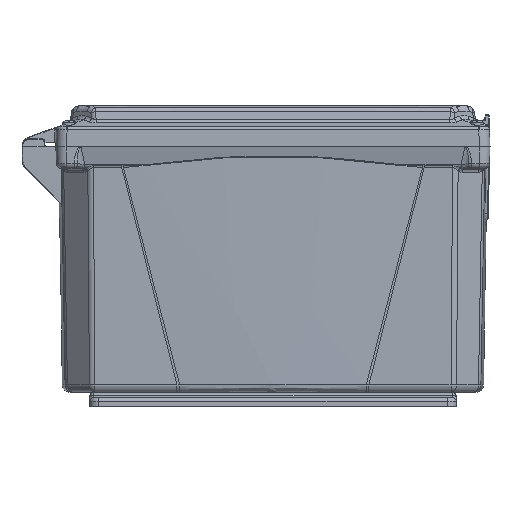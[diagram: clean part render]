
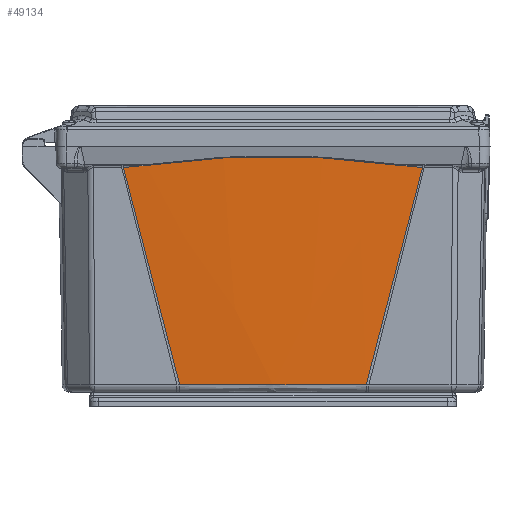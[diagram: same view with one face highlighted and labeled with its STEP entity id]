
A CAD part, front view. The second image highlights one B-rep face of the part: STEP entity #49134.
In plain terms, the highlighted free-form (B-spline) face has degree [3, 3] with [8, 4] control points.
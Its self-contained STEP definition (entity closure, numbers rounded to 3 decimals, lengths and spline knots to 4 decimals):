
#14513=CARTESIAN_POINT('',(-0.5037,-6.137,
3.6305));
#14514=CARTESIAN_POINT('',(-0.4996,-6.1392,
3.5739));
#14515=CARTESIAN_POINT('',(-0.4909,-6.1438,
3.4577));
#14516=CARTESIAN_POINT('',(-0.4742,-6.1508,
3.2747));
#14517=CARTESIAN_POINT('',(-0.4608,-6.1553,
3.145));
#14518=CARTESIAN_POINT('',(-0.4511,-6.1577,
3.0783));
#14532=CARTESIAN_POINT('',(-0.4511,-6.1577,
-3.0783));
#14533=CARTESIAN_POINT('',(-0.4609,-6.1553,
-3.1463));
#14534=CARTESIAN_POINT('',(-0.4743,-6.1507,
-3.2776));
#14535=CARTESIAN_POINT('',(-0.4913,-6.1437,
-3.4608));
#14536=CARTESIAN_POINT('',(-0.4997,-6.1392,
-3.5752));
#14537=CARTESIAN_POINT('',(-0.5037,-6.137,
-3.6305));
#14551=CARTESIAN_POINT('',(-0.4511,-6.1577,
3.0783));
#14552=CARTESIAN_POINT('',(-0.4377,-6.1611,
2.984));
#14553=CARTESIAN_POINT('',(-0.4095,-6.1681,
2.7765));
#14554=CARTESIAN_POINT('',(-0.3654,-6.1792,
2.4038));
#14555=CARTESIAN_POINT('',(-0.3237,-6.1896,
1.9828));
#14556=CARTESIAN_POINT('',(-0.2877,-6.1986,
1.5221));
#14557=CARTESIAN_POINT('',(-0.26,-6.2055,
1.0316));
#14558=CARTESIAN_POINT('',(-0.2426,-6.2098,
0.521));
#14559=CARTESIAN_POINT('',(-0.2367,-6.2113,
0.0003));
#14560=CARTESIAN_POINT('',(-0.2426,-6.2098,
-0.5204));
#14561=CARTESIAN_POINT('',(-0.26,-6.2055,
-1.0313));
#14562=CARTESIAN_POINT('',(-0.2877,-6.1986,
-1.5222));
#14563=CARTESIAN_POINT('',(-0.3237,-6.1896,
-1.9832));
#14564=CARTESIAN_POINT('',(-0.3654,-6.1791,
-2.4044));
#14565=CARTESIAN_POINT('',(-0.4096,-6.1681,
-2.777));
#14566=CARTESIAN_POINT('',(-0.4377,-6.161,
-2.9842));
#14567=CARTESIAN_POINT('',(-0.4511,-6.1577,
-3.0783));
#14885=CARTESIAN_POINT('',(-5.7762,-6.0461,
-2.2655));
#14886=CARTESIAN_POINT('',(-5.2148,-6.0557,
-2.4115));
#14887=CARTESIAN_POINT('',(-4.0756,-6.0752,
-2.7072));
#14888=CARTESIAN_POINT('',(-2.3158,-6.1056,
-3.1626));
#14889=CARTESIAN_POINT('',(-1.1129,-6.1264,
-3.4732));
#14890=CARTESIAN_POINT('',(-0.5037,-6.137,
-3.6305));
#14892=CARTESIAN_POINT('',(-0.5037,-6.137,
-3.6305));
#14909=CARTESIAN_POINT('',(-5.7762,-6.0461,
2.2655));
#14910=CARTESIAN_POINT('',(-5.7749,-6.0764,
1.7631));
#14911=CARTESIAN_POINT('',(-5.7732,-6.1167,
0.7566));
#14912=CARTESIAN_POINT('',(-5.7732,-6.1167,
-0.7566));
#14913=CARTESIAN_POINT('',(-5.7749,-6.0764,
-1.7631));
#14914=CARTESIAN_POINT('',(-5.7762,-6.0461,
-2.2655));
#14932=CARTESIAN_POINT('',(-5.7762,-6.0461,
2.2655));
#14945=CARTESIAN_POINT('',(-0.5037,-6.137,
3.6305));
#14946=CARTESIAN_POINT('',(-1.1129,-6.1264,
3.4732));
#14947=CARTESIAN_POINT('',(-2.3158,-6.1056,
3.1626));
#14948=CARTESIAN_POINT('',(-4.0756,-6.0752,
2.7072));
#14949=CARTESIAN_POINT('',(-5.2148,-6.0557,
2.4115));
#14950=CARTESIAN_POINT('',(-5.7762,-6.0461,
2.2655));
#19484=VERTEX_POINT('',#14932);
#19486=VERTEX_POINT('',#14914);
#20074=VERTEX_POINT('',#14892);
#20076=VERTEX_POINT('',#14532);
#20078=VERTEX_POINT('',#14551);
#20080=VERTEX_POINT('',#14513);
#49088=CARTESIAN_POINT('',(-0.1279,-6.1379,
3.8754));
#49089=CARTESIAN_POINT('',(-2.0476,-6.1044,
3.3657));
#49090=CARTESIAN_POINT('',(-3.9673,-6.0709,
2.856));
#49091=CARTESIAN_POINT('',(-5.8869,-6.0374,
2.3463));
#49092=CARTESIAN_POINT('',(-0.1279,-6.1395,
3.8327));
#49093=CARTESIAN_POINT('',(-2.0476,-6.106,
3.3286));
#49094=CARTESIAN_POINT('',(-3.9673,-6.0725,
2.8245));
#49095=CARTESIAN_POINT('',(-5.8869,-6.039,
2.3205));
#49096=CARTESIAN_POINT('',(-0.1279,-6.1728,
2.9576));
#49097=CARTESIAN_POINT('',(-2.0476,-6.1393,
2.5688));
#49098=CARTESIAN_POINT('',(-3.9673,-6.1058,
2.18));
#49099=CARTESIAN_POINT('',(-5.8869,-6.0723,
1.7911));
#49100=CARTESIAN_POINT('',(-0.1279,-6.2154,
1.2494));
#49101=CARTESIAN_POINT('',(-2.0476,-6.1819,
1.0853));
#49102=CARTESIAN_POINT('',(-3.9673,-6.1483,
0.9211));
#49103=CARTESIAN_POINT('',(-5.8869,-6.1148,
0.7569));
#49104=CARTESIAN_POINT('',(-0.1279,-6.2154,
-1.2494));
#49105=CARTESIAN_POINT('',(-2.0476,-6.1819,
-1.0853));
#49106=CARTESIAN_POINT('',(-3.9673,-6.1483,
-0.9211));
#49107=CARTESIAN_POINT('',(-5.8869,-6.1148,
-0.7569));
#49108=CARTESIAN_POINT('',(-0.1279,-6.1728,
-2.9576));
#49109=CARTESIAN_POINT('',(-2.0476,-6.1393,
-2.5688));
#49110=CARTESIAN_POINT('',(-3.9673,-6.1058,
-2.18));
#49111=CARTESIAN_POINT('',(-5.8869,-6.0723,
-1.7911));
#49112=CARTESIAN_POINT('',(-0.1279,-6.1395,
-3.8327));
#49113=CARTESIAN_POINT('',(-2.0476,-6.106,
-3.3286));
#49114=CARTESIAN_POINT('',(-3.9673,-6.0725,
-2.8245));
#49115=CARTESIAN_POINT('',(-5.8869,-6.039,
-2.3205));
#49116=CARTESIAN_POINT('',(-0.1279,-6.1379,
-3.8754));
#49117=CARTESIAN_POINT('',(-2.0476,-6.1044,
-3.3657));
#49118=CARTESIAN_POINT('',(-3.9673,-6.0709,
-2.856));
#49119=CARTESIAN_POINT('',(-5.8869,-6.0374,
-2.3463));
#49120=B_SPLINE_SURFACE_WITH_KNOTS('',3,3,((#49088,#49089,#49090,#49091),
(#49092,#49093,#49094,#49095),(#49096,#49097,#49098,#49099),(#49100,#49101,
#49102,#49103),(#49104,#49105,#49106,#49107),(#49108,#49109,#49110,#49111),(
#49112,#49113,#49114,#49115),(#49116,#49117,#49118,#49119)),.UNSPECIFIED.,.F.,
.F.,.F.,(4,1,1,1,1,4),(4,4),(-0.0171,0.,0.3333,
0.6667,1.,1.0171),(0.0215,0.9877),
.UNSPECIFIED.);
#49122=ORIENTED_EDGE('',*,*,#49121,.T.);
#49124=ORIENTED_EDGE('',*,*,#49123,.F.);
#49126=ORIENTED_EDGE('',*,*,#49125,.F.);
#49128=ORIENTED_EDGE('',*,*,#49127,.F.);
#49129=ORIENTED_EDGE('',*,*,#49078,.T.);
#49131=ORIENTED_EDGE('',*,*,#49130,.T.);
#49132=EDGE_LOOP('',(#49122,#49124,#49126,#49128,#49129,#49131));
#49133=FACE_OUTER_BOUND('',#49132,.F.);
#49134=ADVANCED_FACE('',(#49133),#49120,.F.);
#14519=B_SPLINE_CURVE_WITH_KNOTS('',3,(#14513,#14514,#14515,#14516,#14517,
#14518),.UNSPECIFIED.,.F.,.F.,(4,1,1,4),(0.,0.3333,
0.6667,1.),.UNSPECIFIED.);
#14538=B_SPLINE_CURVE_WITH_KNOTS('',3,(#14532,#14533,#14534,#14535,#14536,
#14537),.UNSPECIFIED.,.F.,.F.,(4,1,1,4),(0.,0.3333,
0.6667,1.),.UNSPECIFIED.);
#14568=B_SPLINE_CURVE_WITH_KNOTS('',3,(#14551,#14552,#14553,#14554,#14555,
#14556,#14557,#14558,#14559,#14560,#14561,#14562,#14563,#14564,#14565,#14566,
#14567),.UNSPECIFIED.,.F.,.F.,(4,1,1,1,1,1,1,1,1,1,1,1,1,1,4),(0.,
0.0714,0.1429,0.2143,0.2857,
0.3571,0.4286,0.5,0.5714,0.6429,
0.7143,0.7857,0.8571,0.9286,1.),
.UNSPECIFIED.);
#14891=B_SPLINE_CURVE_WITH_KNOTS('',3,(#14885,#14886,#14887,#14888,#14889,
#14890),.UNSPECIFIED.,.F.,.F.,(4,1,1,4),(0.,0.3333,
0.6667,1.),.UNSPECIFIED.);
#14915=B_SPLINE_CURVE_WITH_KNOTS('',3,(#14909,#14910,#14911,#14912,#14913,
#14914),.UNSPECIFIED.,.F.,.F.,(4,1,1,4),(0.,0.3333,
0.6667,1.),.UNSPECIFIED.);
#14951=B_SPLINE_CURVE_WITH_KNOTS('',3,(#14945,#14946,#14947,#14948,#14949,
#14950),.UNSPECIFIED.,.F.,.F.,(4,1,1,4),(0.,0.3333,
0.6667,1.),.UNSPECIFIED.);
#49078=EDGE_CURVE('',#20080,#20078,#14519,.T.);
#49121=EDGE_CURVE('',#20076,#20074,#14538,.T.);
#49123=EDGE_CURVE('',#19486,#20074,#14891,.T.);
#49125=EDGE_CURVE('',#19484,#19486,#14915,.T.);
#49127=EDGE_CURVE('',#20080,#19484,#14951,.T.);
#49130=EDGE_CURVE('',#20078,#20076,#14568,.T.);
